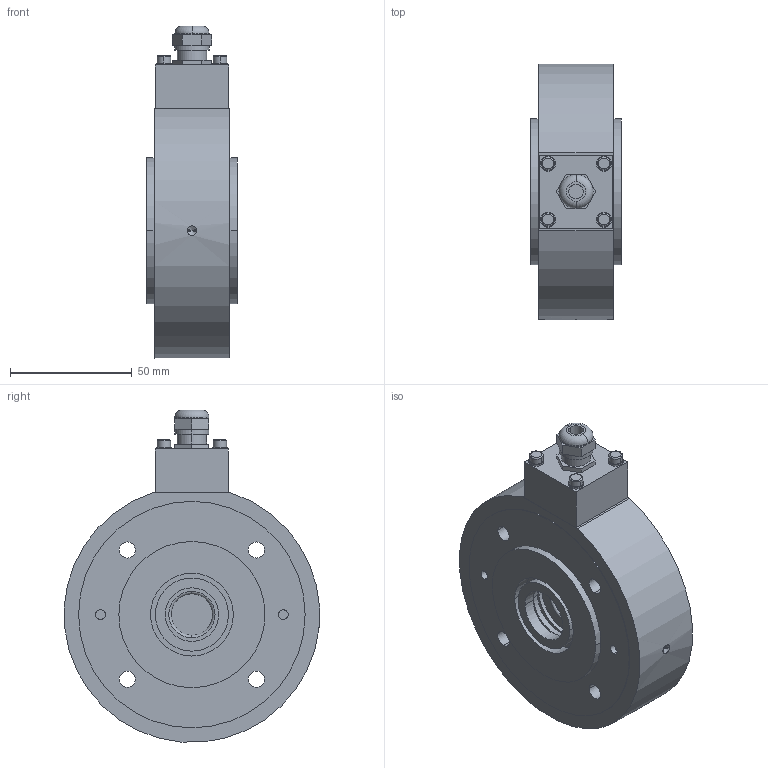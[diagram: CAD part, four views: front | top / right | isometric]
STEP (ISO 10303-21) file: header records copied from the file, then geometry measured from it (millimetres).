
FILE_DESCRIPTION((''),'2;1');
FILE_NAME('50044.stp','2007-09-21T15:16:28',(''),(''),'Mechanical Desktop 2007','Mechanical Desktop 2007',', , ');
FILE_SCHEMA(('CONFIG_CONTROL_DESIGN'));
Length unit declared in the file: millimetre
Products named in the file (26): ZEICHNUNG6; L50044; L4795904; L47958; L47958A; L47957; L47957A; I-6KT_SCHRAUBE_M5X25_NK; I-6KT_SCHRAUBE_M5X25_NKA; I-6KT_SCHRAUBE_M3X25; I-6KT_SCHRAUBE_M3X25A; FEDERRING_M3; FEDERRING_M3A; V_RING_V22AA; V_RING_V22A; PENDELKUGELLAGER_1203TV; PENDELKUGELLAGER_1203TVA; SICHERUNGSRING_J40A; SICHERUNGSRING_J40; L49083; TEIL1A; KABELVERSCHRAUBUNG_PG7; KABELVERSCHRAUBUNG_PG7A; L4340302; TEIL1; RM_SDB
Assembly tree (35 placements, depth 4):
  ZEICHNUNG6
    L50044
      L4795904
      L47958
        L47958A
      L47957
        L47957A
      I-6KT_SCHRAUBE_M5X25_NK  x2
        I-6KT_SCHRAUBE_M5X25_NKA
      I-6KT_SCHRAUBE_M3X25  x4
        I-6KT_SCHRAUBE_M3X25A
      FEDERRING_M3  x4
        FEDERRING_M3A
      V_RING_V22AA
        V_RING_V22A
      PENDELKUGELLAGER_1203TV
        PENDELKUGELLAGER_1203TVA
      SICHERUNGSRING_J40A
        SICHERUNGSRING_J40
      L49083
        TEIL1A
      KABELVERSCHRAUBUNG_PG7
        KABELVERSCHRAUBUNG_PG7A
      L4340302  x2
        TEIL1
    RM_SDB  x3
Bounding box: 37.2 x 104.91 x 136.31 mm (x, y, z)
Volume: 265121.4 mm3; surface area: 97421.8 mm2
Topology: 20 solids, 20 shells, 352 faces, 842 edges, 557 vertices
Faces by surface type: cylinder 193, plane 115, torus 22, cone 20, bspline 2
Entity records: 9403 total; most frequent: CARTESIAN_POINT 1779, DIRECTION 1644, ORIENTED_EDGE 1292, AXIS2_PLACEMENT_3D 693, EDGE_CURVE 646, VERTEX_POINT 429, EDGE_LOOP 371, CIRCLE 370
